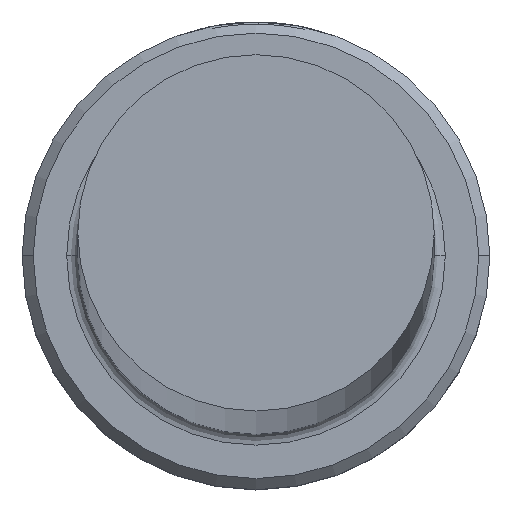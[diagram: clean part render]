
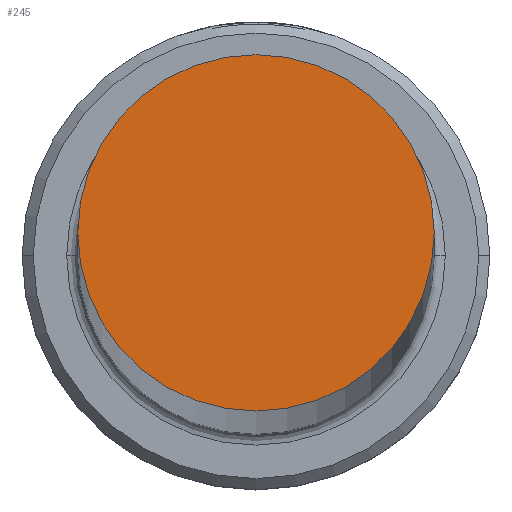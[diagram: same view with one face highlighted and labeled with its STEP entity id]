
A CAD part, top view. The second image highlights one B-rep face of the part: STEP entity #245.
In plain terms, the highlighted planar face has unit normal (0, 0, 1).
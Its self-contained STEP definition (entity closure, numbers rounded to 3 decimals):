
#8 = CIRCLE ( 'NONE', #1026, 8. ) ;
#54 = CARTESIAN_POINT ( 'NONE',  ( -8., 0., 600. ) ) ;
#213 = FACE_OUTER_BOUND ( 'NONE', #407, .T. ) ;
#245 = ADVANCED_FACE ( 'NONE', ( #213 ), #843, .T. ) ;
#373 = DIRECTION ( 'NONE',  ( 0., 0., 1. ) ) ;
#407 = EDGE_LOOP ( 'NONE', ( #555, #835 ) ) ;
#555 = ORIENTED_EDGE ( 'NONE', *, *, #847, .T. ) ;
#567 = CARTESIAN_POINT ( 'NONE',  ( 0., 0., 600. ) ) ;
#581 = DIRECTION ( 'NONE',  ( 0., 0., 1. ) ) ;
#660 = DIRECTION ( 'NONE',  ( 1., 0., 0. ) ) ;
#705 = VERTEX_POINT ( 'NONE', #1063 ) ;
#755 = VERTEX_POINT ( 'NONE', #54 ) ;
#758 = AXIS2_PLACEMENT_3D ( 'NONE', #1114, #581, #1197 ) ;
#820 = AXIS2_PLACEMENT_3D ( 'NONE', #1183, #373, #1173 ) ;
#835 = ORIENTED_EDGE ( 'NONE', *, *, #1014, .T. ) ;
#843 = PLANE ( 'NONE',  #820 ) ;
#847 = EDGE_CURVE ( 'NONE', #755, #705, #8, .T. ) ;
#1014 = EDGE_CURVE ( 'NONE', #705, #755, #1055, .T. ) ;
#1026 = AXIS2_PLACEMENT_3D ( 'NONE', #567, #1187, #660 ) ;
#1055 = CIRCLE ( 'NONE', #758, 8. ) ;
#1063 = CARTESIAN_POINT ( 'NONE',  ( 8., 0., 600. ) ) ;
#1114 = CARTESIAN_POINT ( 'NONE',  ( 0., 0., 600. ) ) ;
#1173 = DIRECTION ( 'NONE',  ( 1., 0., 0. ) ) ;
#1183 = CARTESIAN_POINT ( 'NONE',  ( 0., 0., 600. ) ) ;
#1187 = DIRECTION ( 'NONE',  ( 0., 0., 1. ) ) ;
#1197 = DIRECTION ( 'NONE',  ( 1., 0., 0. ) ) ;
